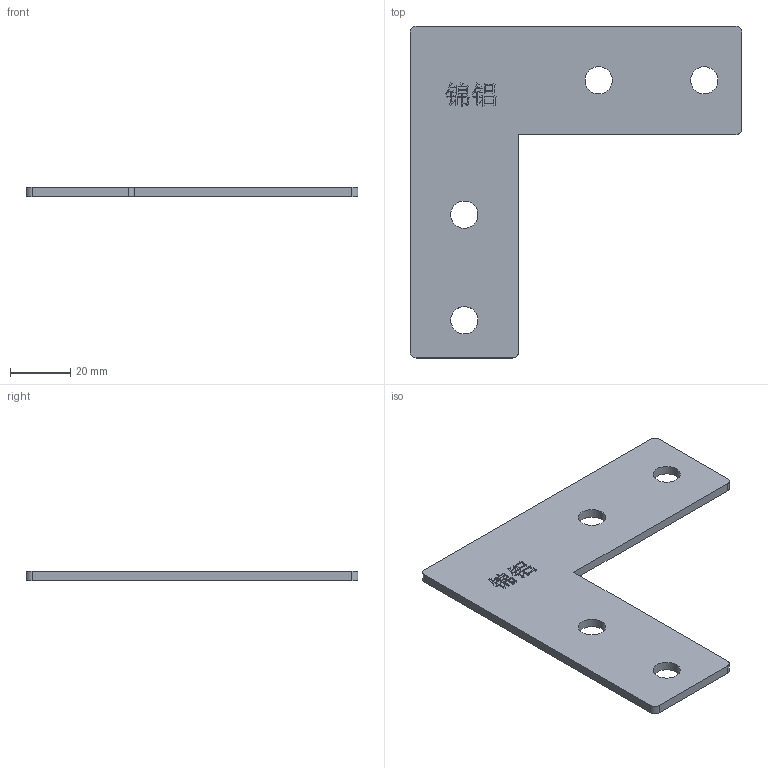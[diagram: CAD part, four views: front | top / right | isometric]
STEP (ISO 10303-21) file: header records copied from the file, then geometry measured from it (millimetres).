
FILE_DESCRIPTION (( 'STEP AP214' ), '1' );
FILE_NAME ('4040-L型连接板.STEP', '2019-07-26T00:51:34', ( '微软用户' ), ( '微软中国' ), 'SwSTEP 2.0', 'SolidWorks 2015', '' );
FILE_SCHEMA (( 'AUTOMOTIVE_DESIGN' ));
Length unit declared in the file: millimetre
Products named in the file (1): 4040-L倰蟀諉啣
Bounding box: 110 x 110 x 3 mm (x, y, z)
Volume: 19089.6 mm3; surface area: 14413.2 mm2
Topology: 1 solids, 1 shells, 175 faces, 492 edges, 328 vertices
Faces by surface type: plane 134, bspline 28, cylinder 13
Entity records: 6789 total; most frequent: CARTESIAN_POINT 2104, ORIENTED_EDGE 984, DIRECTION 758, EDGE_CURVE 492, LINE 410, VECTOR 410, VERTEX_POINT 328, EDGE_LOOP 192
